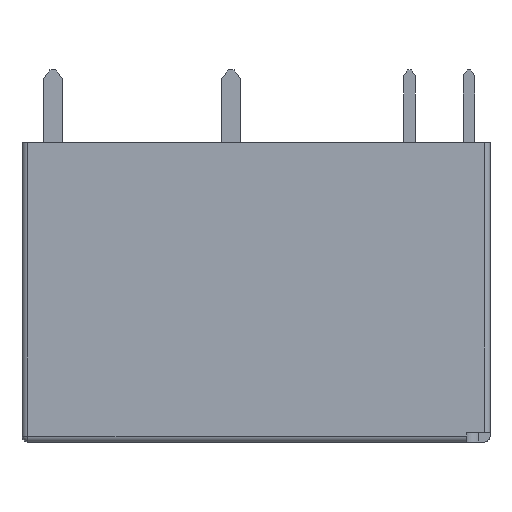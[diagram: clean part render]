
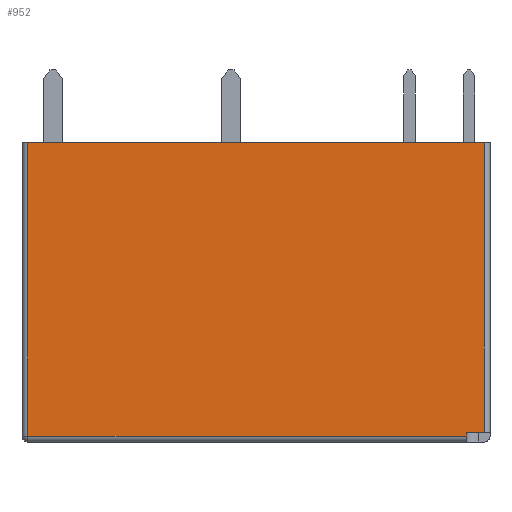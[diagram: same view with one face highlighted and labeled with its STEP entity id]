
A CAD part, front view. The second image highlights one B-rep face of the part: STEP entity #952.
In plain terms, the highlighted planar face has unit normal (0, -1, 0).
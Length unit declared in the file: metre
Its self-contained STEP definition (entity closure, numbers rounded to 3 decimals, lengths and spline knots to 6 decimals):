
#952 = ADVANCED_FACE( '', ( #2374 ), #2375, .T. );
#2374 = FACE_OUTER_BOUND( '', #4372, .T. );
#2375 = PLANE( '', #4373 );
#4372 = EDGE_LOOP( '', ( #7090, #7091, #7092, #7093, #7094, #7095 ) );
#4373 = AXIS2_PLACEMENT_3D( '', #7096, #7097, #7098 );
#7090 = ORIENTED_EDGE( '', *, *, #12587, .F. );
#7091 = ORIENTED_EDGE( '', *, *, #12588, .F. );
#7092 = ORIENTED_EDGE( '', *, *, #12589, .T. );
#7093 = ORIENTED_EDGE( '', *, *, #12590, .F. );
#7094 = ORIENTED_EDGE( '', *, *, #12591, .T. );
#7095 = ORIENTED_EDGE( '', *, *, #12592, .T. );
#7096 = CARTESIAN_POINT( '', ( -0.01, -0.0025, -0.0003 ) );
#7097 = DIRECTION( '', ( 0., -1., 0. ) );
#7098 = DIRECTION( '', ( 0., 0., -1. ) );
#12587 = EDGE_CURVE( '', #15258, #15259, #15260, .T. );
#12588 = EDGE_CURVE( '', #15261, #15258, #15262, .T. );
#12589 = EDGE_CURVE( '', #15261, #15263, #15264, .T. );
#12590 = EDGE_CURVE( '', #15265, #15263, #15266, .T. );
#12591 = EDGE_CURVE( '', #15265, #15267, #15268, .T. );
#12592 = EDGE_CURVE( '', #15267, #15259, #15269, .T. );
#15258 = VERTEX_POINT( '', #19149 );
#15259 = VERTEX_POINT( '', #19150 );
#15260 = LINE( '', #19151, #19152 );
#15261 = VERTEX_POINT( '', #19153 );
#15262 = LINE( '', #19154, #19155 );
#15263 = VERTEX_POINT( '', #19156 );
#15264 = LINE( '', #19157, #19158 );
#15265 = VERTEX_POINT( '', #19159 );
#15266 = LINE( '', #19160, #19161 );
#15267 = VERTEX_POINT( '', #19162 );
#15268 = LINE( '', #19163, #19164 );
#15269 = LINE( '', #19165, #19166 );
#19149 = CARTESIAN_POINT( '', ( 0.00975, -0.0025, 0. ) );
#19150 = CARTESIAN_POINT( '', ( 0.00975, -0.0025, -0.01238 ) );
#19151 = CARTESIAN_POINT( '', ( 0.00975, -0.0025, -0.0003 ) );
#19152 = VECTOR( '', #23335, 1. );
#19153 = CARTESIAN_POINT( '', ( -0.00975, -0.0025, 0. ) );
#19154 = CARTESIAN_POINT( '', ( -0.00975, -0.0025, 0. ) );
#19155 = VECTOR( '', #23336, 1. );
#19156 = CARTESIAN_POINT( '', ( -0.00975, -0.0025, -0.01255 ) );
#19157 = CARTESIAN_POINT( '', ( -0.00975, -0.0025, -0.0003 ) );
#19158 = VECTOR( '', #23337, 1. );
#19159 = CARTESIAN_POINT( '', ( 0.009, -0.0025, -0.01255 ) );
#19160 = CARTESIAN_POINT( '', ( 0.009, -0.0025, -0.01255 ) );
#19161 = VECTOR( '', #23338, 1. );
#19162 = CARTESIAN_POINT( '', ( 0.009, -0.0025, -0.01238 ) );
#19163 = CARTESIAN_POINT( '', ( 0.009, -0.0025, -0.01255 ) );
#19164 = VECTOR( '', #23339, 1. );
#19165 = CARTESIAN_POINT( '', ( 0.009, -0.0025, -0.01238 ) );
#19166 = VECTOR( '', #23340, 1. );
#23335 = DIRECTION( '', ( 0., 0., -1. ) );
#23336 = DIRECTION( '', ( 1., 0., 0. ) );
#23337 = DIRECTION( '', ( 0., 0., -1. ) );
#23338 = DIRECTION( '', ( -1., 0., 0. ) );
#23339 = DIRECTION( '', ( 0., 0., 1. ) );
#23340 = DIRECTION( '', ( 1., 0., 0. ) );
